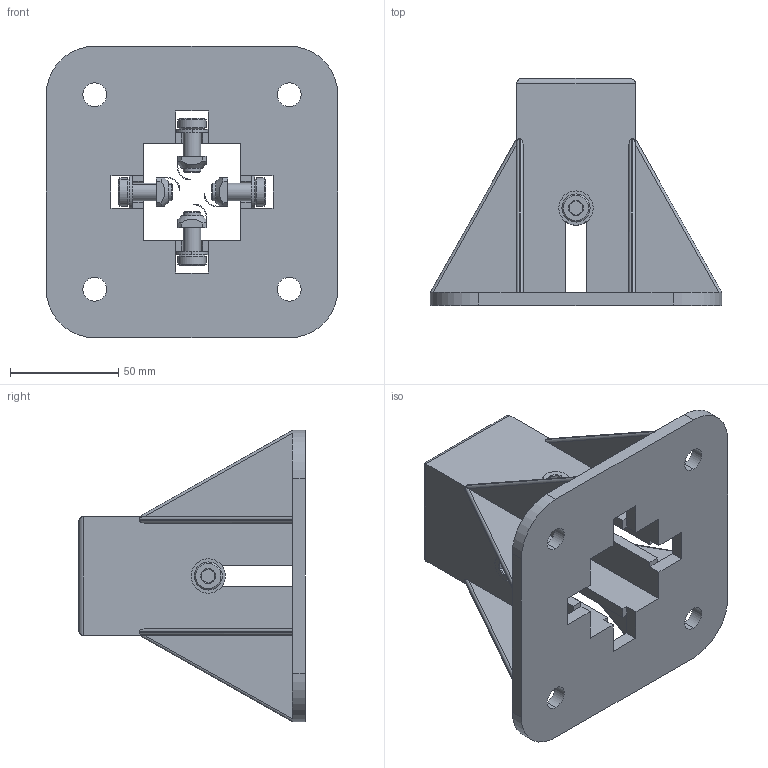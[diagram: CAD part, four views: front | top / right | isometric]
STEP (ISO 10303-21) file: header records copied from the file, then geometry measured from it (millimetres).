
FILE_DESCRIPTION (( 'STEP AP203' ), '1' );
FILE_NAME ('33-4545-1.STEP', '2022-02-08T18:54:12', ( '' ), ( '' ), 'SwSTEP 2.0', 'SolidWorks 2021', '' );
FILE_SCHEMA (( 'CONFIG_CONTROL_DESIGN' ));
Length unit declared in the file: millimetre
Products named in the file (5): SQUARE NUT POS FIX_M8S-PF; STANDARD WASHER_M8SMW-0; M8 LOW-HEAD SOCKET CAP SCREW_M8X20LHSCS-0; 33-4545-1; 33-4545-0
Assembly tree (13 placements, depth 2):
  33-4545-1
    33-4545-0
    STANDARD WASHER_M8SMW-0  x4
    M8 LOW-HEAD SOCKET CAP SCREW_M8X20LHSCS-0  x4
    SQUARE NUT POS FIX_M8S-PF  x4
Bounding box: 135 x 105 x 135 mm (x, y, z)
Volume: 220094.4 mm3; surface area: 103072.3 mm2
Topology: 13 solids, 13 shells, 346 faces, 872 edges, 552 vertices
Faces by surface type: plane 178, cylinder 92, cone 76
Entity records: 6248 total; most frequent: CARTESIAN_POINT 1337, ORIENTED_EDGE 898, DIRECTION 827, EDGE_CURVE 449, VECTOR 307, LINE 307, VERTEX_POINT 282, AXIS2_PLACEMENT_3D 260
